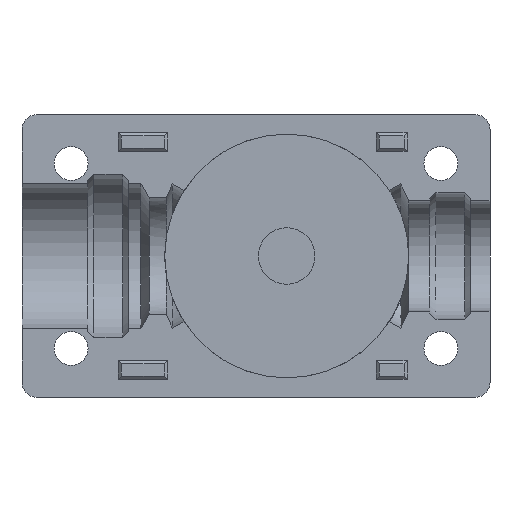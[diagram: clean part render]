
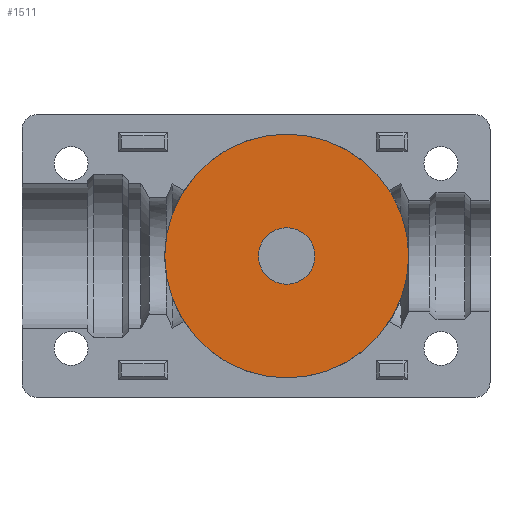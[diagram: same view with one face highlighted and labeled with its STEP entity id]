
A CAD part, front view. The second image highlights one B-rep face of the part: STEP entity #1511.
In plain terms, the highlighted planar face has unit normal (0, -1, 0).
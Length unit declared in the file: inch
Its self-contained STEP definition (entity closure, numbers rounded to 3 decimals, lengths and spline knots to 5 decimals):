
#19=FACE_BOUND('',#214,.T.);
#53=PLANE('',#1644);
#123=FACE_OUTER_BOUND('',#213,.T.);
#213=EDGE_LOOP('',(#1133));
#214=EDGE_LOOP('',(#1134));
#602=CIRCLE('',#1590,0.39075);
#624=CIRCLE('',#1629,0.09055);
#663=VERTEX_POINT('',#2198);
#710=VERTEX_POINT('',#2383);
#801=EDGE_CURVE('',#663,#663,#602,.T.);
#863=EDGE_CURVE('',#710,#710,#624,.T.);
#1133=ORIENTED_EDGE('',*,*,#801,.F.);
#1134=ORIENTED_EDGE('',*,*,#863,.F.);
#1511=ADVANCED_FACE('',(#123,#19),#53,.F.);
#1590=AXIS2_PLACEMENT_3D('',#2199,#1744,#1745);
#1629=AXIS2_PLACEMENT_3D('',#2385,#1854,#1855);
#1644=AXIS2_PLACEMENT_3D('',#2416,#1894,#1895);
#1744=DIRECTION('center_axis',(0.,1.,0.));
#1745=DIRECTION('ref_axis',(0.,0.,-1.));
#1854=DIRECTION('center_axis',(0.,-1.,0.));
#1855=DIRECTION('ref_axis',(0.,0.,-1.));
#1894=DIRECTION('center_axis',(0.,1.,0.));
#1895=DIRECTION('ref_axis',(1.,0.,0.));
#2198=CARTESIAN_POINT('',(4.89782,-0.09252,-0.07288));
#2199=CARTESIAN_POINT('Origin',(4.89782,-0.09252,-0.46363));
#2383=CARTESIAN_POINT('',(4.89782,-0.09252,-0.37308));
#2385=CARTESIAN_POINT('Origin',(4.89782,-0.09252,-0.46363));
#2416=CARTESIAN_POINT('Origin',(4.89782,-0.09252,-0.46363));
